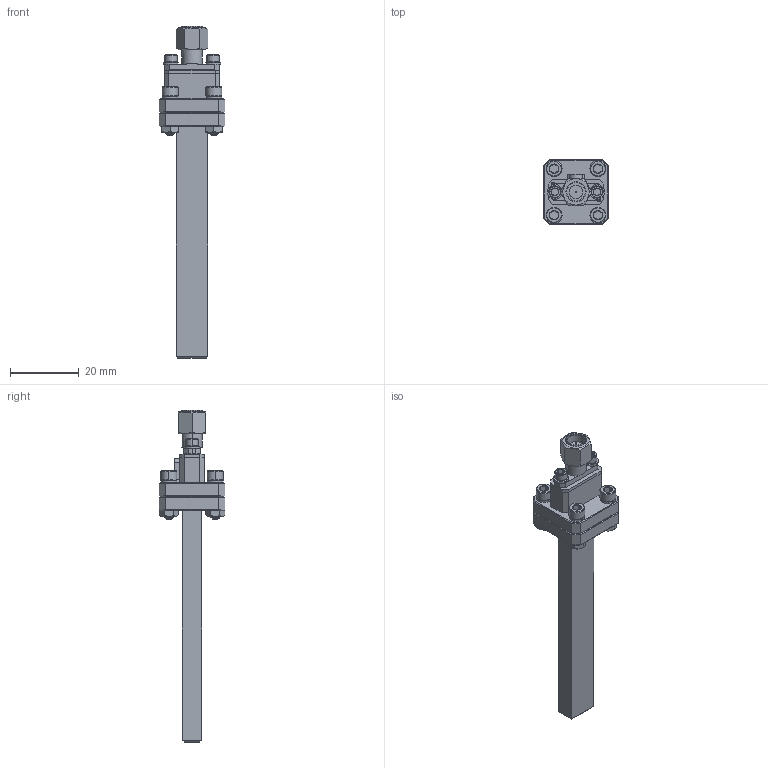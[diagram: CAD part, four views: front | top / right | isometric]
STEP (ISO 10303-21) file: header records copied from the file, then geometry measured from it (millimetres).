
FILE_DESCRIPTION (( 'STEP AP203' ), '1' );
FILE_NAME ('SAP-28KM-E2.STEP', '2019-02-08T00:08:53', ( '' ), ( '' ), 'SwSTEP 2.0', 'SolidWorks 2016', '' );
FILE_SCHEMA (( 'CONFIG_CONTROL_DESIGN' ));
Length unit declared in the file: inch
Products named in the file (1): SAP-28KM-E2
Bounding box: 19.05 x 19.05 x 96.27 mm (x, y, z)
Volume: 8054.2 mm3; surface area: 7079.3 mm2
Topology: 22 solids, 22 shells, 961 faces, 2399 edges, 1500 vertices
Faces by surface type: cylinder 526, plane 235, cone 188, bspline 12
Entity records: 37994 total; most frequent: CARTESIAN_POINT 17421, ORIENTED_EDGE 4774, DIRECTION 3807, EDGE_CURVE 2387, VERTEX_POINT 1500, AXIS2_PLACEMENT_3D 1388, VECTOR 1031, LINE 1031
